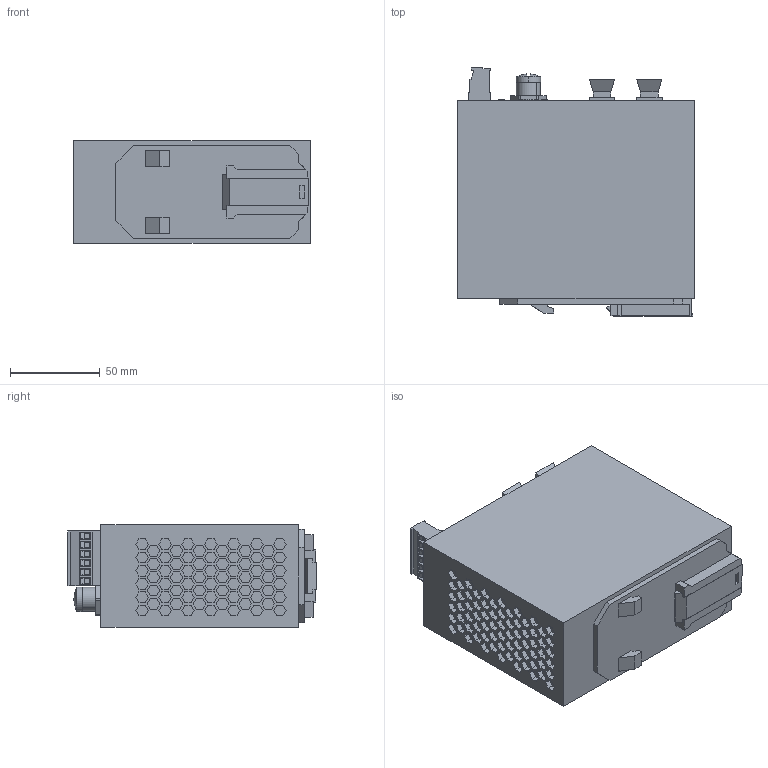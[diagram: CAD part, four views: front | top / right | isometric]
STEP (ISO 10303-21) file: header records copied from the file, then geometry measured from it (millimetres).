
FILE_DESCRIPTION(('SolidDesigner STEP Export'),'2;1');
FILE_NAME('2700290_FL_SWITCH_SMN_6TX_2POF_PN-select.stp','2014-03-04T10:50:32',(''),(''),'Creo Elements/Direct Modeling STEP processor for AP214 (Solid Model)','Creo Elements/Direct Modeling 18.1B 29-Sep-2012 (C) Parametric Technology GmbH','');
FILE_SCHEMA(('AUTOMOTIVE_DESIGN { 1 0 10303 214 1 1 1 1 }'));
Length unit declared in the file: millimetre
Products named in the file (2): 2700290_FL_SWITCH_SMN_6TX_2POF_PN-select
Assembly tree (1 placements, depth 2):
  2700290_FL_SWITCH_SMN_6TX_2POF_PN-select
    2700290_FL_SWITCH_SMN_6TX_2POF_PN-select
Bounding box: 132 x 138.33 x 57 mm (x, y, z)
Volume: 842555.7 mm3; surface area: 76781.2 mm2
Topology: 1 solids, 1 shells, 1491 faces, 3845 edges, 2552 vertices
Faces by surface type: plane 1427, cylinder 54, torus 8, sphere 2
Entity records: 55956 total; most frequent: CARTESIAN_POINT 7781, ORIENTED_EDGE 7690, DIRECTION 6790, EDGE_CURVE 3845, VECTOR 3668, LINE 3668, VERTEX_POINT 2552, EDGE_LOOP 1689
